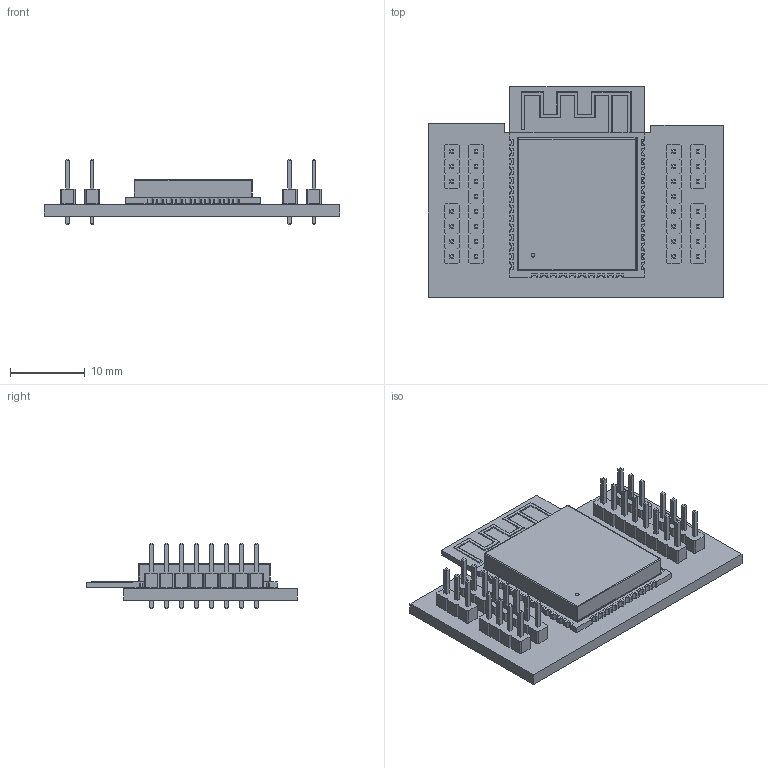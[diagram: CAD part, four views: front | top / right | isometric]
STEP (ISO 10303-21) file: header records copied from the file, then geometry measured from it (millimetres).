
FILE_DESCRIPTION(('KiCad electronic assembly'),'2;1');
FILE_NAME('2mm_2row_esp_breakout.step','2025-03-27T13:18:23',('Pcbnew'), ('Kicad'),'Open CASCADE STEP processor 7.8','KiCad to STEP converter', 'Unknown');
FILE_SCHEMA(('AUTOMOTIVE_DESIGN { 1 0 10303 214 1 1 1 1 }'));
Length unit declared in the file: millimetre
Products named in the file (10): 2mm_2row_esp_breakout 1; PinHeader_1x08_P2.00mm_Vertical; PinHeader_1x08_P200mm_Vertical; PinHeader_1x03_P2.00mm_Vertical; PinHeader_1x03_P200mm_Vertical; ESP32-WROOM-32E-N8; ESP32-WROOM-32E (16MB); PinHeader_1x04_P2.00mm_Vertical; PinHeader_1x04_P200mm_Vertical; 2mm_2row_esp_breakout_PCB
Assembly tree (12 placements, depth 3):
  2mm_2row_esp_breakout 1
    PinHeader_1x08_P2.00mm_Vertical  x2
      PinHeader_1x08_P200mm_Vertical
    PinHeader_1x03_P2.00mm_Vertical  x2
      PinHeader_1x03_P200mm_Vertical
    ESP32-WROOM-32E-N8
      ESP32-WROOM-32E (16MB)
    PinHeader_1x04_P2.00mm_Vertical  x2
      PinHeader_1x04_P200mm_Vertical
    2mm_2row_esp_breakout_PCB
Bounding box: 39.5 x 28.19 x 8.8 mm (x, y, z)
Volume: 2733.3 mm3; surface area: 4933.7 mm2
Topology: 57 solids, 57 shells, 1695 faces, 4250 edges, 2736 vertices
Faces by surface type: plane 1479, cylinder 212, sphere 4
Full cylindrical faces by diameter (mm): 0.8 x30
Entity records: 42310 total; most frequent: CARTESIAN_POINT 6962, ORIENTED_EDGE 6716, DIRECTION 6370, EDGE_CURVE 3358, LINE 2962, VECTOR 2962, VERTEX_POINT 2184, AXIS2_PLACEMENT_3D 1704
